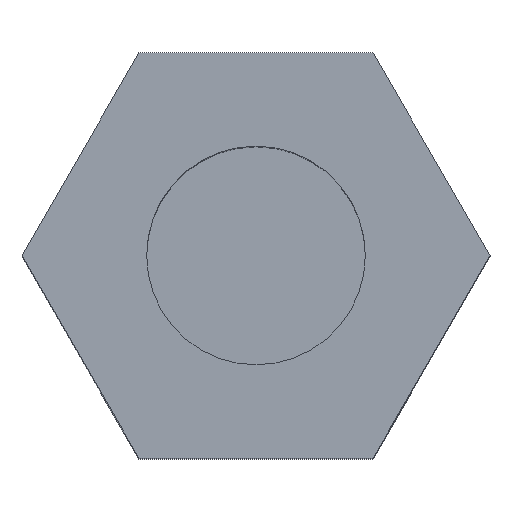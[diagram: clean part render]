
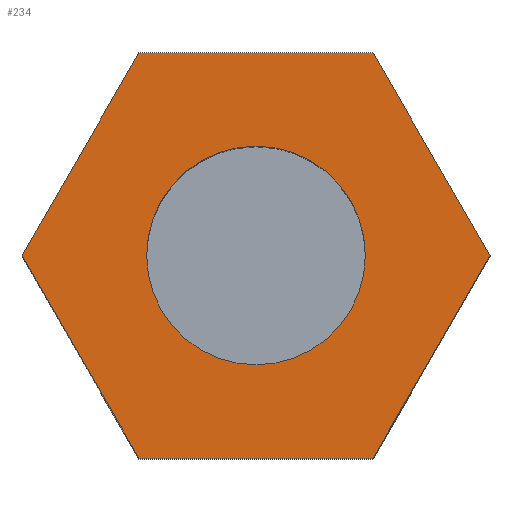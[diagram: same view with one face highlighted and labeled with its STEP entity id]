
A CAD part, top view. The second image highlights one B-rep face of the part: STEP entity #234.
In plain terms, the highlighted planar face has unit normal (0, 0, 1).
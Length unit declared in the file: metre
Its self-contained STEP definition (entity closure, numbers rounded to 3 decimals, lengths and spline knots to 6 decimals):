
#16=LINE('',#456,#34);
#17=LINE('',#459,#35);
#18=LINE('',#461,#36);
#19=LINE('',#463,#37);
#20=LINE('',#465,#38);
#21=LINE('',#467,#39);
#34=VECTOR('',#390,1.);
#35=VECTOR('',#391,1.);
#36=VECTOR('',#392,1.);
#37=VECTOR('',#393,1.);
#38=VECTOR('',#394,1.);
#39=VECTOR('',#395,1.);
#52=ORIENTED_EDGE('',*,*,#104,.F.);
#53=ORIENTED_EDGE('',*,*,#105,.T.);
#54=ORIENTED_EDGE('',*,*,#106,.T.);
#55=ORIENTED_EDGE('',*,*,#107,.T.);
#56=ORIENTED_EDGE('',*,*,#108,.T.);
#57=ORIENTED_EDGE('',*,*,#109,.T.);
#58=ORIENTED_EDGE('',*,*,#110,.T.);
#104=EDGE_CURVE('',#130,#130,#150,.T.);
#105=EDGE_CURVE('',#131,#132,#16,.T.);
#106=EDGE_CURVE('',#132,#133,#17,.T.);
#107=EDGE_CURVE('',#133,#134,#18,.T.);
#108=EDGE_CURVE('',#134,#135,#19,.T.);
#109=EDGE_CURVE('',#135,#136,#20,.T.);
#110=EDGE_CURVE('',#136,#131,#21,.T.);
#130=VERTEX_POINT('',#455);
#131=VERTEX_POINT('',#457);
#132=VERTEX_POINT('',#458);
#133=VERTEX_POINT('',#460);
#134=VERTEX_POINT('',#462);
#135=VERTEX_POINT('',#464);
#136=VERTEX_POINT('',#466);
#150=CIRCLE('',#361,0.0025);
#158=EDGE_LOOP('',(#52));
#159=EDGE_LOOP('',(#53,#54,#55,#56,#57,#58));
#182=FACE_BOUND('',#158,.T.);
#183=FACE_BOUND('',#159,.T.);
#206=PLANE('',#360);
#234=ADVANCED_FACE('',(#182,#183),#206,.T.);
#360=AXIS2_PLACEMENT_3D('',#453,#386,#387);
#361=AXIS2_PLACEMENT_3D('',#454,#388,#389);
#386=DIRECTION('',(0.,0.,1.));
#387=DIRECTION('',(1.,0.,0.));
#388=DIRECTION('',(0.,0.,1.));
#389=DIRECTION('',(1.,0.,0.));
#390=DIRECTION('',(1.,0.,0.));
#391=DIRECTION('',(0.5,0.866,0.));
#392=DIRECTION('',(-0.5,0.866,0.));
#393=DIRECTION('',(-1.,0.,0.));
#394=DIRECTION('',(-0.5,-0.866,0.));
#395=DIRECTION('',(0.5,-0.866,0.));
#453=CARTESIAN_POINT('',(0.,0.,0.032));
#454=CARTESIAN_POINT('',(0.,0.,0.032));
#455=CARTESIAN_POINT('',(0.0025,0.,0.032));
#456=CARTESIAN_POINT('',(0.,-0.004633,0.032));
#457=CARTESIAN_POINT('',(-0.002675,-0.004633,0.032));
#458=CARTESIAN_POINT('',(0.002675,-0.004633,0.032));
#459=CARTESIAN_POINT('',(0.004013,-0.002317,0.032));
#460=CARTESIAN_POINT('',(0.00535,0.,0.032));
#461=CARTESIAN_POINT('',(0.004013,0.002317,0.032));
#462=CARTESIAN_POINT('',(0.002675,0.004633,0.032));
#463=CARTESIAN_POINT('',(0.,0.004633,0.032));
#464=CARTESIAN_POINT('',(-0.002675,0.004633,0.032));
#465=CARTESIAN_POINT('',(-0.004013,0.002317,0.032));
#466=CARTESIAN_POINT('',(-0.00535,0.,0.032));
#467=CARTESIAN_POINT('',(-0.004013,-0.002317,0.032));
